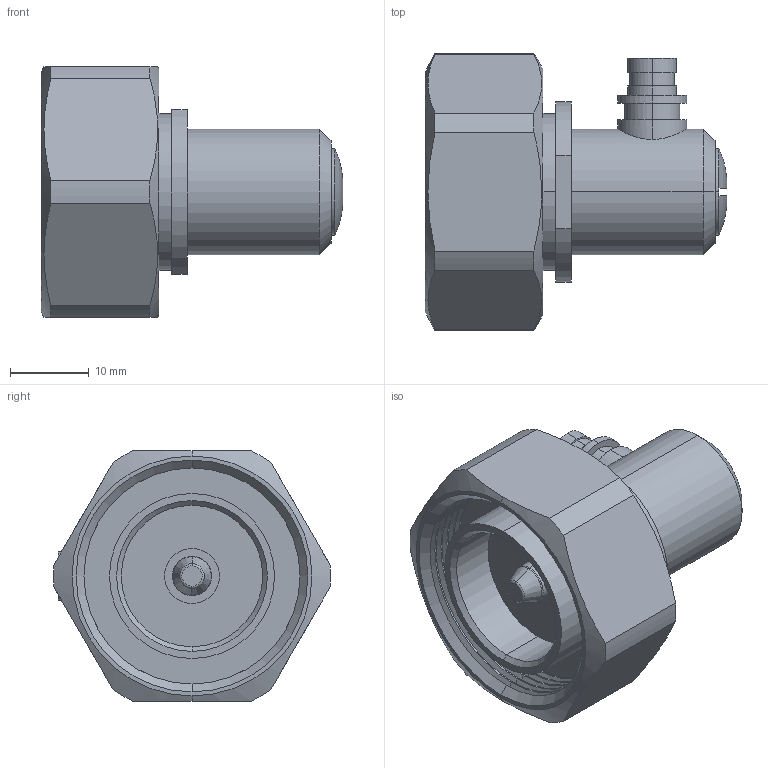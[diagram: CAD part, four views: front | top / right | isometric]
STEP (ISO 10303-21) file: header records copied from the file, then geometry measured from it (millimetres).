
FILE_DESCRIPTION (( 'STEP AP214' ), '1' );
FILE_NAME ('TC-402-716M-RA-LP-LC_3D.STEP', '2021-09-28T21:15:26', ( '' ), ( '' ), 'SwSTEP 2.0', 'SolidWorks 2021', '' );
FILE_SCHEMA (( 'AUTOMOTIVE_DESIGN' ));
Length unit declared in the file: inch
Products named in the file (1): TC-402-716M-RA-LP-LC_3D
Bounding box: 38.41 x 35.23 x 31.86 mm (x, y, z)
Volume: 14767 mm3; surface area: 6703.5 mm2
Topology: 1 solids, 1 shells, 118 faces, 258 edges, 156 vertices
Faces by surface type: cylinder 48, cone 36, plane 28, torus 6
Entity records: 3900 total; most frequent: CARTESIAN_POINT 1217, DIRECTION 598, ORIENTED_EDGE 516, EDGE_CURVE 258, AXIS2_PLACEMENT_3D 249, VERTEX_POINT 156, EDGE_LOOP 134, CIRCLE 130
